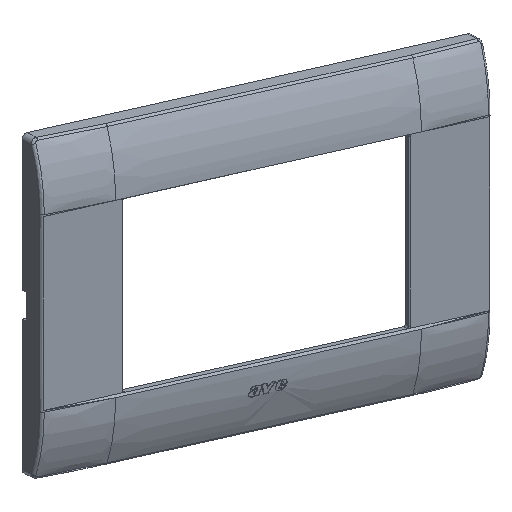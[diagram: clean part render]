
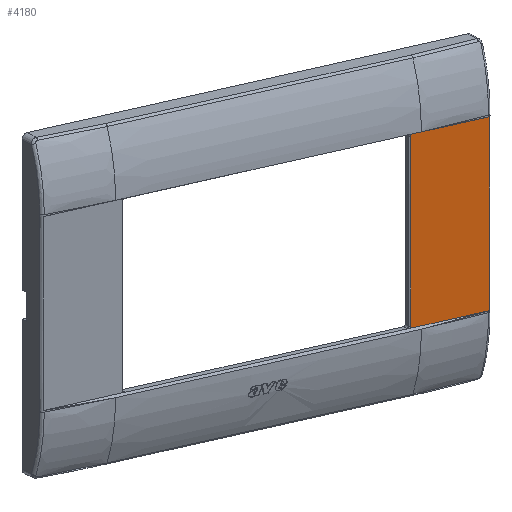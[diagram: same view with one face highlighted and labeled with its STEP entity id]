
A CAD part, top view. The second image highlights one B-rep face of the part: STEP entity #4180.
In plain terms, the highlighted face is planar.
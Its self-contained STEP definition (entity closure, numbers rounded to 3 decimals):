
#4012=CARTESIAN_POINT('Vertex',(58.791,22.7,7.4)) ;
#4016=CARTESIAN_POINT('Control Point',(58.791,22.7,7.4)) ;
#4017=CARTESIAN_POINT('Control Point',(58.791,7.567,7.4)) ;
#4018=CARTESIAN_POINT('Control Point',(58.791,-7.567,7.4)) ;
#4019=CARTESIAN_POINT('Control Point',(58.791,-22.7,7.4)) ;
#4020=CARTESIAN_POINT('Vertex',(58.791,-22.7,7.4)) ;
#4128=CARTESIAN_POINT('Axis2P3D Location',(70.,-22.7,7.4)) ;
#4133=CARTESIAN_POINT('Line Origine',(48.308,22.7,7.4)) ;
#4137=CARTESIAN_POINT('Vertex',(37.824,22.7,7.4)) ;
#4141=CARTESIAN_POINT('Control Point',(38.,22.2,7.4)) ;
#4142=CARTESIAN_POINT('Control Point',(38.,22.308,7.4)) ;
#4143=CARTESIAN_POINT('Control Point',(37.982,22.416,7.4)) ;
#4144=CARTESIAN_POINT('Control Point',(37.945,22.52,7.4)) ;
#4145=CARTESIAN_POINT('Control Point',(37.892,22.616,7.4)) ;
#4146=CARTESIAN_POINT('Control Point',(37.824,22.7,7.4)) ;
#4147=CARTESIAN_POINT('Vertex',(38.,22.2,7.4)) ;
#4150=CARTESIAN_POINT('Line Origine',(38.,0.,7.4)) ;
#4154=CARTESIAN_POINT('Vertex',(38.,-22.2,7.4)) ;
#4158=CARTESIAN_POINT('Control Point',(37.824,-22.7,7.4)) ;
#4159=CARTESIAN_POINT('Control Point',(37.892,-22.616,7.4)) ;
#4160=CARTESIAN_POINT('Control Point',(37.945,-22.52,7.4)) ;
#4161=CARTESIAN_POINT('Control Point',(37.982,-22.416,7.4)) ;
#4162=CARTESIAN_POINT('Control Point',(38.,-22.308,7.4)) ;
#4163=CARTESIAN_POINT('Control Point',(38.,-22.2,7.4)) ;
#4164=CARTESIAN_POINT('Vertex',(37.824,-22.7,7.4)) ;
#4167=CARTESIAN_POINT('Line Origine',(48.308,-22.7,7.4)) ;
#4129=DIRECTION('Axis2P3D Direction',(0.,0.,1.)) ;
#4130=DIRECTION('Axis2P3D XDirection',(1.,0.,0.)) ;
#4134=DIRECTION('Vector Direction',(-1.,0.,0.)) ;
#4151=DIRECTION('Vector Direction',(0.,1.,0.)) ;
#4168=DIRECTION('Vector Direction',(-1.,0.,0.)) ;
#4131=AXIS2_PLACEMENT_3D('Plane Axis2P3D',#4128,#4129,#4130) ;
#4173=ORIENTED_EDGE('',*,*,#4139,.T.) ;
#4174=ORIENTED_EDGE('',*,*,#4149,.F.) ;
#4175=ORIENTED_EDGE('',*,*,#4156,.F.) ;
#4176=ORIENTED_EDGE('',*,*,#4166,.F.) ;
#4177=ORIENTED_EDGE('',*,*,#4171,.F.) ;
#4178=ORIENTED_EDGE('',*,*,#4022,.F.) ;
#4135=VECTOR('Line Direction',#4134,1.) ;
#4152=VECTOR('Line Direction',#4151,1.) ;
#4169=VECTOR('Line Direction',#4168,1.) ;
#4180=ADVANCED_FACE('PartBody ( DR5066 - wsp *MASTER -  -Non Smart-  )',(#4179),#4132,.T.) ;
#4015=B_SPLINE_CURVE_WITH_KNOTS('',3,(#4016,#4017,#4018,#4019),.UNSPECIFIED.,.F.,.U.,(4,4),(0.,45.476),.UNSPECIFIED.) ;
#4140=B_SPLINE_CURVE_WITH_KNOTS('',5,(#4141,#4142,#4143,#4144,#4145,#4146),.UNSPECIFIED.,.F.,.U.,(6,6),(0.,0.545),.UNSPECIFIED.) ;
#4157=B_SPLINE_CURVE_WITH_KNOTS('',5,(#4158,#4159,#4160,#4161,#4162,#4163),.UNSPECIFIED.,.F.,.U.,(6,6),(0.,0.545),.UNSPECIFIED.) ;
#4022=EDGE_CURVE('',#4013,#4021,#4015,.T.) ;
#4139=EDGE_CURVE('',#4013,#4138,#4136,.T.) ;
#4149=EDGE_CURVE('',#4148,#4138,#4140,.T.) ;
#4156=EDGE_CURVE('',#4155,#4148,#4153,.T.) ;
#4166=EDGE_CURVE('',#4165,#4155,#4157,.T.) ;
#4171=EDGE_CURVE('',#4021,#4165,#4170,.T.) ;
#4172=EDGE_LOOP('',(#4173,#4174,#4175,#4176,#4177,#4178)) ;
#4179=FACE_OUTER_BOUND('',#4172,.T.) ;
#4136=LINE('Line',#4133,#4135) ;
#4153=LINE('Line',#4150,#4152) ;
#4170=LINE('Line',#4167,#4169) ;
#4132=PLANE('',#4131) ;
#4013=VERTEX_POINT('',#4012) ;
#4021=VERTEX_POINT('',#4020) ;
#4138=VERTEX_POINT('',#4137) ;
#4148=VERTEX_POINT('',#4147) ;
#4155=VERTEX_POINT('',#4154) ;
#4165=VERTEX_POINT('',#4164) ;
